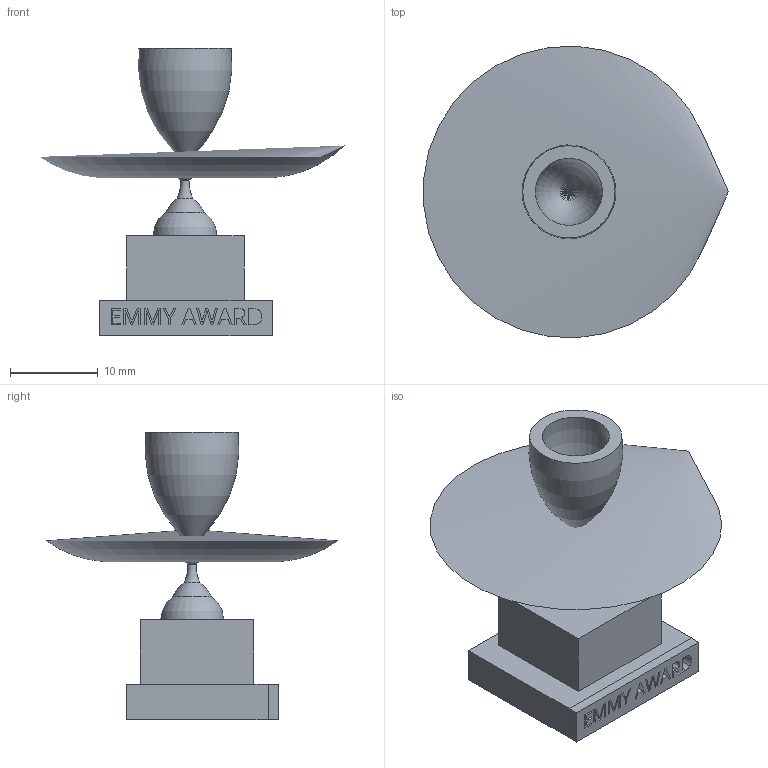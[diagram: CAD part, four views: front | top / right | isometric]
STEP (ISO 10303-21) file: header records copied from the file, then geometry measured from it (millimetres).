
FILE_DESCRIPTION(/* description */ ('STEP AP242','CAx-IF Rec.Pracs.---Representation and Presentation of Product Manufacturing Information (PMI)---4.0---2014-10-13','CAx-IF Rec.Pracs.---3D Tessellated Geometry---0.4---2014-09-14','2;1'),/* implementation_level */ '2;1');
FILE_NAME(/* name */ '672abcb6fcc11c7096f155b0',/* time_stamp */ '2024-11-06T00:47:51Z',/* author */ (''),/* organization */ (''),/* preprocessor_version */ 'ST-DEVELOPER v20',/* originating_system */ 'ONSHAPE BY PTC INC, 1.189',/* authorisation */ ' ');
FILE_SCHEMA (('AP242_MANAGED_MODEL_BASED_3D_ENGINEERING_MIM_LF { 1 0 10303 442 1 1 4 }'));
Length unit declared in the file: millimetre
Products named in the file (3): Part 2; Part 3; Part 1
Bounding box: 34.73 x 33.24 x 32.82 mm (x, y, z)
Volume: 2836.4 mm3; surface area: 3686.7 mm2
Topology: 3 solids, 4 shells, 144 faces, 401 edges, 267 vertices
Faces by surface type: plane 117, cylinder 11, torus 9, bspline 7
Entity records: 4635 total; most frequent: CARTESIAN_POINT 881, ORIENTED_EDGE 782, DIRECTION 689, EDGE_CURVE 391, LINE 345, VECTOR 345, VERTEX_POINT 266, FACE_BOUND 175
